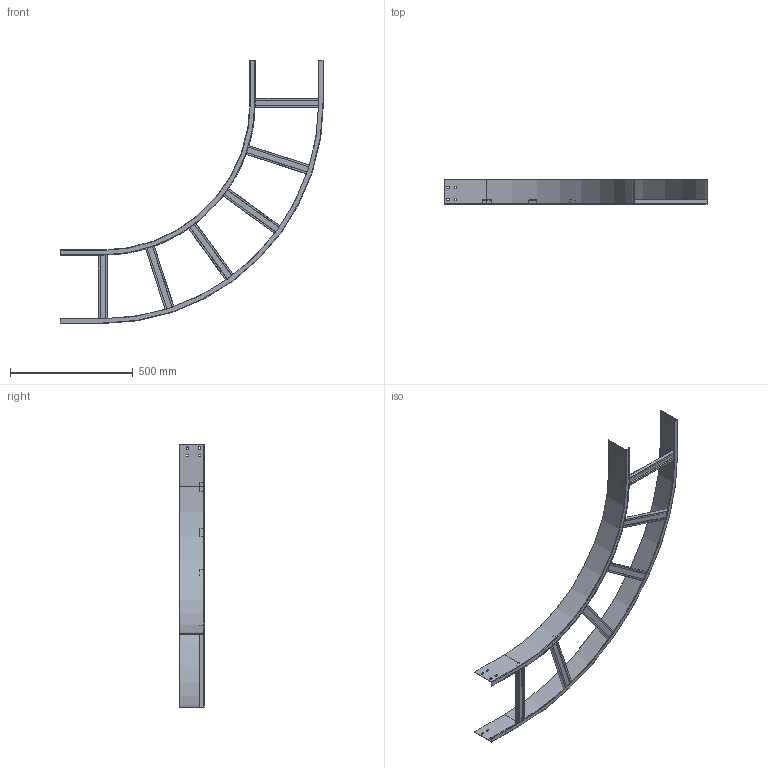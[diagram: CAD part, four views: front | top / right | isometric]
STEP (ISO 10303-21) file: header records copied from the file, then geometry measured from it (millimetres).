
FILE_DESCRIPTION (( 'STEP AP203' ), '1' );
FILE_NAME ('Óãîë ãîðèçîíòàëüíûé 90ãð R600_LC1630.STEP', '2012-12-18T12:30:06', ( 'Àñååâ' ), ( '' ), 'SwSTEP 2.0', 'SolidWorks 2012', '' );
FILE_SCHEMA (( 'CONFIG_CONTROL_DESIGN' ));
Length unit declared in the file: millimetre
Products named in the file (1): 鱼铍 泐痂珙眚嚯 90沭 R600_LC1630
Bounding box: 1073 x 100 x 1073 mm (x, y, z)
Volume: 592096.8 mm3; surface area: 1022346.7 mm2
Topology: 1 solids, 1 shells, 244 faces, 724 edges, 448 vertices
Faces by surface type: plane 188, cylinder 50, torus 6
Entity records: 8253 total; most frequent: ORIENTED_EDGE 1448, CARTESIAN_POINT 1417, DIRECTION 1402, EDGE_CURVE 724, LINE 536, VECTOR 536, VERTEX_POINT 448, AXIS2_PLACEMENT_3D 433
